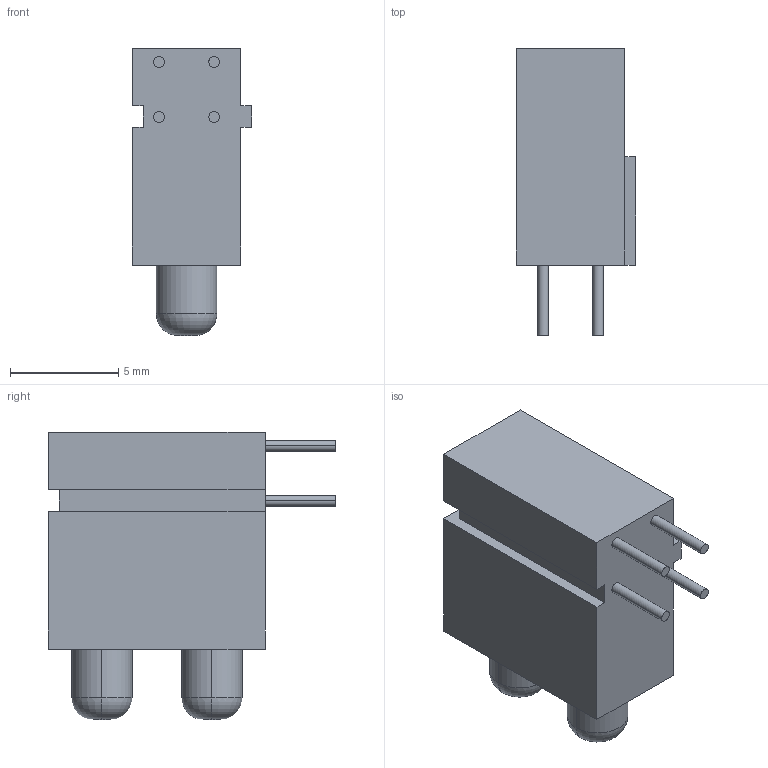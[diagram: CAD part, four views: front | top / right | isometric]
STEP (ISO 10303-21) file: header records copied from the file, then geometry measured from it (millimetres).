
FILE_DESCRIPTION (( 'STEP AP214' ), '1' );
FILE_NAME ('6B510E7C-61B6-4464-989D-C7FB7DD70909.STEP', '2023-01-04T17:32:37', ( '' ), ( '' ), 'SwSTEP 2.0', 'SolidWorks 2022', '' );
FILE_SCHEMA (( 'AUTOMOTIVE_DESIGN' ));
Length unit declared in the file: millimetre
Products named in the file (1): 6B510E7C-61B6-4464-989D-C7FB7DD70909
Bounding box: 5.5 x 13.25 x 13.25 mm (x, y, z)
Volume: 534.7 mm3; surface area: 487.7 mm2
Topology: 1 solids, 1 shells, 38 faces, 86 edges, 56 vertices
Faces by surface type: plane 22, cylinder 12, torus 4
Entity records: 1324 total; most frequent: DIRECTION 196, CARTESIAN_POINT 181, ORIENTED_EDGE 172, EDGE_CURVE 86, AXIS2_PLACEMENT_3D 71, VERTEX_POINT 56, LINE 54, VECTOR 54
